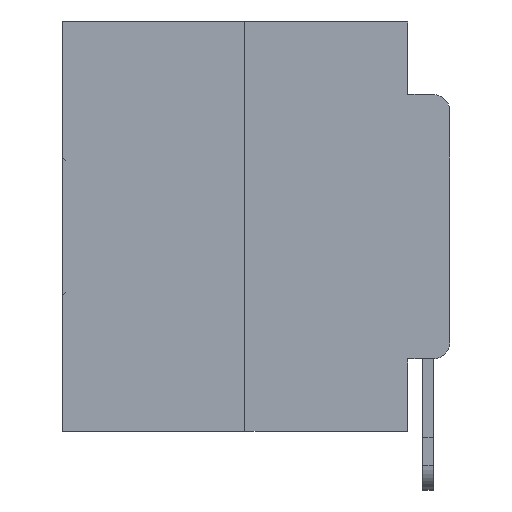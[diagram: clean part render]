
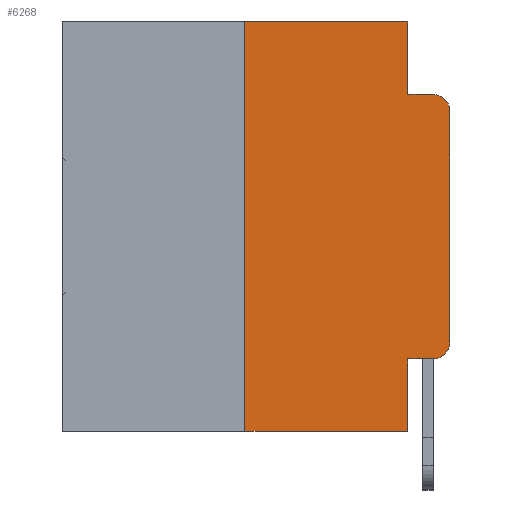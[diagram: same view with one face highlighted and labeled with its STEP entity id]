
A CAD part, left-side view. The second image highlights one B-rep face of the part: STEP entity #6268.
In plain terms, the highlighted planar face has unit normal (-1, 0, 0).
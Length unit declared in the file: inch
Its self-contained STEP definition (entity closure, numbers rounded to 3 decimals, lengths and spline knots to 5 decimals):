
#837 = DIRECTION ( 'NONE',  ( 0., -1., 0. ) ) ;
#1120 = VECTOR ( 'NONE', #14710, 39.37008 ) ;
#1167 = LINE ( 'NONE', #27404, #25418 ) ;
#1254 = ORIENTED_EDGE ( 'NONE', *, *, #10209, .F. ) ;
#1267 = DIRECTION ( 'NONE',  ( 1., 0., 0. ) ) ;
#1603 = CARTESIAN_POINT ( 'NONE',  ( 0., 0.051, -0.5 ) ) ;
#1934 = LINE ( 'NONE', #23677, #1120 ) ;
#2836 = LINE ( 'NONE', #28806, #14892 ) ;
#2847 = ORIENTED_EDGE ( 'NONE', *, *, #6965, .F. ) ;
#2934 = VERTEX_POINT ( 'NONE', #5717 ) ;
#3535 = LINE ( 'NONE', #9779, #28214 ) ;
#3634 = EDGE_CURVE ( 'NONE', #21968, #6557, #20808, .T. ) ;
#4264 = VECTOR ( 'NONE', #15174, 39.37008 ) ;
#4482 = CARTESIAN_POINT ( 'NONE',  ( 0., 0.051, 0. ) ) ;
#5251 = ORIENTED_EDGE ( 'NONE', *, *, #3634, .T. ) ;
#5319 = EDGE_CURVE ( 'NONE', #12436, #21968, #10684, .T. ) ;
#5717 = CARTESIAN_POINT ( 'NONE',  ( 0., 0.25, 0. ) ) ;
#6268 = ADVANCED_FACE ( 'NONE', ( #13995 ), #24675, .F. ) ;
#6557 = VERTEX_POINT ( 'NONE', #10196 ) ;
#6951 = DIRECTION ( 'NONE',  ( 0., 0., -1. ) ) ;
#6965 = EDGE_CURVE ( 'NONE', #12436, #28991, #26925, .T. ) ;
#7979 = VERTEX_POINT ( 'NONE', #25335 ) ;
#8432 = DIRECTION ( 'NONE',  ( -1., 0., 0. ) ) ;
#8564 = EDGE_CURVE ( 'NONE', #7979, #2934, #1167, .T. ) ;
#8651 = CARTESIAN_POINT ( 'NONE',  ( 0., 0.473, 0. ) ) ;
#9389 = VECTOR ( 'NONE', #6951, 39.37008 ) ;
#9779 = CARTESIAN_POINT ( 'NONE',  ( 0., 0.051, 0. ) ) ;
#10138 = ORIENTED_EDGE ( 'NONE', *, *, #5319, .T. ) ;
#10157 = EDGE_CURVE ( 'NONE', #24900, #14609, #3535, .T. ) ;
#10196 = CARTESIAN_POINT ( 'NONE',  ( 0., 0., -0.3915 ) ) ;
#10209 = EDGE_CURVE ( 'NONE', #2934, #24900, #1934, .T. ) ;
#10484 = ORIENTED_EDGE ( 'NONE', *, *, #22830, .T. ) ;
#10516 = AXIS2_PLACEMENT_3D ( 'NONE', #11332, #27275, #13735 ) ;
#10684 = LINE ( 'NONE', #26523, #4264 ) ;
#11223 = ORIENTED_EDGE ( 'NONE', *, *, #17889, .T. ) ;
#11332 = CARTESIAN_POINT ( 'NONE',  ( 0., 0.02, -0.3915 ) ) ;
#11333 = DIRECTION ( 'NONE',  ( 0., -1., 0. ) ) ;
#11480 = DIRECTION ( 'NONE',  ( 0., 0., 1. ) ) ;
#12436 = VERTEX_POINT ( 'NONE', #19819 ) ;
#12482 = CIRCLE ( 'NONE', #22875, 0.02 ) ;
#12581 = AXIS2_PLACEMENT_3D ( 'NONE', #8651, #1267, #17977 ) ;
#13735 = DIRECTION ( 'NONE',  ( 0., 0., -1. ) ) ;
#13995 = FACE_OUTER_BOUND ( 'NONE', #29005, .T. ) ;
#14609 = VERTEX_POINT ( 'NONE', #23993 ) ;
#14710 = DIRECTION ( 'NONE',  ( 0., -1., 0. ) ) ;
#14877 = EDGE_CURVE ( 'NONE', #14609, #21234, #29280, .T. ) ;
#14892 = VECTOR ( 'NONE', #837, 39.37008 ) ;
#14901 = ORIENTED_EDGE ( 'NONE', *, *, #8564, .F. ) ;
#15174 = DIRECTION ( 'NONE',  ( 0., -1., 0. ) ) ;
#16008 = CARTESIAN_POINT ( 'NONE',  ( 0., 0.051, -0.0885 ) ) ;
#16749 = CARTESIAN_POINT ( 'NONE',  ( 0., 0.02, -0.0885 ) ) ;
#16779 = DIRECTION ( 'NONE',  ( 0., 0., -1. ) ) ;
#16800 = CARTESIAN_POINT ( 'NONE',  ( 0., 0.02, -0.4115 ) ) ;
#17136 = CARTESIAN_POINT ( 'NONE',  ( 0., 0., 0. ) ) ;
#17302 = VECTOR ( 'NONE', #11333, 39.37008 ) ;
#17889 = EDGE_CURVE ( 'NONE', #23878, #21234, #12482, .T. ) ;
#17977 = DIRECTION ( 'NONE',  ( 0., 0., -1. ) ) ;
#19483 = ORIENTED_EDGE ( 'NONE', *, *, #10157, .F. ) ;
#19819 = CARTESIAN_POINT ( 'NONE',  ( 0., 0.051, -0.4115 ) ) ;
#20181 = EDGE_CURVE ( 'NONE', #7979, #28991, #2836, .T. ) ;
#20808 = CIRCLE ( 'NONE', #10516, 0.02 ) ;
#20867 = ORIENTED_EDGE ( 'NONE', *, *, #20181, .T. ) ;
#21234 = VERTEX_POINT ( 'NONE', #16749 ) ;
#21496 = VECTOR ( 'NONE', #28392, 39.37008 ) ;
#21968 = VERTEX_POINT ( 'NONE', #16800 ) ;
#22178 = CARTESIAN_POINT ( 'NONE',  ( 0., 0.02, -0.1085 ) ) ;
#22830 = EDGE_CURVE ( 'NONE', #6557, #23878, #28259, .T. ) ;
#22875 = AXIS2_PLACEMENT_3D ( 'NONE', #22178, #8432, #24454 ) ;
#23063 = CARTESIAN_POINT ( 'NONE',  ( 0., 0.051, 0. ) ) ;
#23677 = CARTESIAN_POINT ( 'NONE',  ( 0., 0.473, 0. ) ) ;
#23878 = VERTEX_POINT ( 'NONE', #29151 ) ;
#23993 = CARTESIAN_POINT ( 'NONE',  ( 0., 0.051, -0.0885 ) ) ;
#24454 = DIRECTION ( 'NONE',  ( 0., 0., -1. ) ) ;
#24675 = PLANE ( 'NONE',  #12581 ) ;
#24900 = VERTEX_POINT ( 'NONE', #23063 ) ;
#25335 = CARTESIAN_POINT ( 'NONE',  ( 0., 0.25, -0.5 ) ) ;
#25418 = VECTOR ( 'NONE', #11480, 39.37008 ) ;
#26523 = CARTESIAN_POINT ( 'NONE',  ( 0., 0.051, -0.4115 ) ) ;
#26925 = LINE ( 'NONE', #4482, #9389 ) ;
#27275 = DIRECTION ( 'NONE',  ( -1., 0., 0. ) ) ;
#27404 = CARTESIAN_POINT ( 'NONE',  ( 0., 0.25, 0. ) ) ;
#28214 = VECTOR ( 'NONE', #16779, 39.37008 ) ;
#28259 = LINE ( 'NONE', #17136, #21496 ) ;
#28392 = DIRECTION ( 'NONE',  ( 0., 0., 1. ) ) ;
#28806 = CARTESIAN_POINT ( 'NONE',  ( 0., 0.473, -0.5 ) ) ;
#28991 = VERTEX_POINT ( 'NONE', #1603 ) ;
#29005 = EDGE_LOOP ( 'NONE', ( #10484, #11223, #29990, #19483, #1254, #14901, #20867, #2847, #10138, #5251 ) ) ;
#29151 = CARTESIAN_POINT ( 'NONE',  ( 0., 0., -0.1085 ) ) ;
#29280 = LINE ( 'NONE', #16008, #17302 ) ;
#29990 = ORIENTED_EDGE ( 'NONE', *, *, #14877, .F. ) ;
